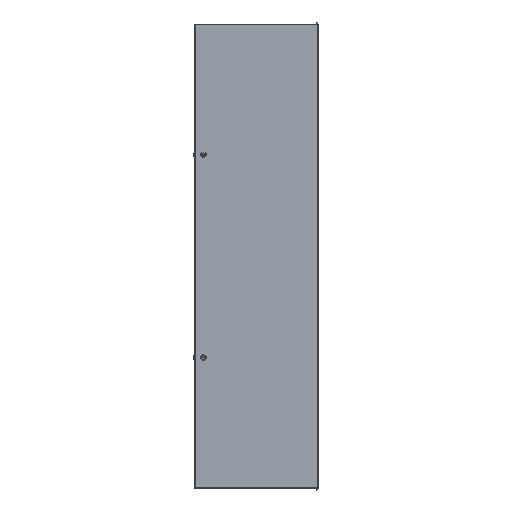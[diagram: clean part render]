
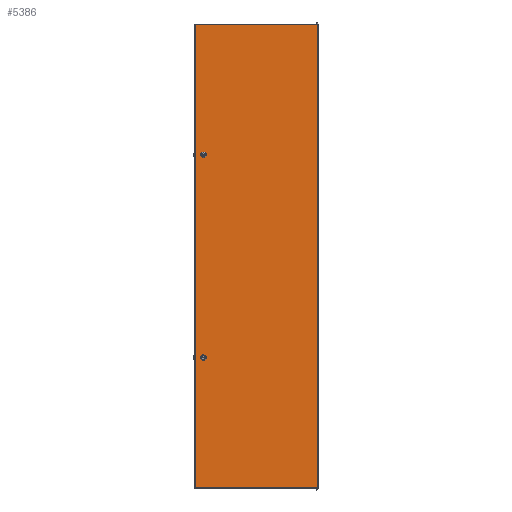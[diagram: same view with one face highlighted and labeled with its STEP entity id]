
A CAD part, top view. The second image highlights one B-rep face of the part: STEP entity #5386.
In plain terms, the highlighted planar face has unit normal (0, 0, 1).
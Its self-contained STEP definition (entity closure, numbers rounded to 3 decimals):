
#229 = CARTESIAN_POINT ( 'NONE',  ( 248.593, 948.944, 9.598 ) ) ;
#276 = EDGE_CURVE ( 'NONE', #1540, #1122, #1063, .T. ) ;
#290 = AXIS2_PLACEMENT_3D ( 'NONE', #2307, #2421, #1105 ) ;
#399 = ORIENTED_EDGE ( 'NONE', *, *, #4711, .T. ) ;
#650 = CARTESIAN_POINT ( 'NONE',  ( -212.407, -411.933, 9.598 ) ) ;
#773 = LINE ( 'NONE', #3317, #816 ) ;
#816 = VECTOR ( 'NONE', #3224, 1000. ) ;
#895 = DIRECTION ( 'NONE',  ( 0., -1., 0. ) ) ;
#964 = CARTESIAN_POINT ( 'NONE',  ( -212.407, 420.067, 9.598 ) ) ;
#1005 = DIRECTION ( 'NONE',  ( 0., -1., 0. ) ) ;
#1006 = EDGE_CURVE ( 'NONE', #1938, #1124, #4596, .T. ) ;
#1010 = ORIENTED_EDGE ( 'NONE', *, *, #276, .F. ) ;
#1063 = CIRCLE ( 'NONE', #5503, 9.5 ) ;
#1096 = AXIS2_PLACEMENT_3D ( 'NONE', #4188, #6096, #4264 ) ;
#1105 = DIRECTION ( 'NONE',  ( 1., 0., 0. ) ) ;
#1122 = VERTEX_POINT ( 'NONE', #3926 ) ;
#1124 = VERTEX_POINT ( 'NONE', #3081 ) ;
#1135 = VERTEX_POINT ( 'NONE', #2477 ) ;
#1148 = ORIENTED_EDGE ( 'NONE', *, *, #7743, .T. ) ;
#1348 = ORIENTED_EDGE ( 'NONE', *, *, #3070, .T. ) ;
#1540 = VERTEX_POINT ( 'NONE', #7314 ) ;
#1780 = VERTEX_POINT ( 'NONE', #3370 ) ;
#1791 = EDGE_CURVE ( 'NONE', #5457, #7643, #6306, .T. ) ;
#1938 = VERTEX_POINT ( 'NONE', #650 ) ;
#1969 = ORIENTED_EDGE ( 'NONE', *, *, #1791, .T. ) ;
#1983 = EDGE_CURVE ( 'NONE', #7643, #7600, #4598, .T. ) ;
#2011 = DIRECTION ( 'NONE',  ( 0., 1., 0. ) ) ;
#2047 = CARTESIAN_POINT ( 'NONE',  ( -228.407, 420.067, 9.598 ) ) ;
#2089 = LINE ( 'NONE', #5670, #3644 ) ;
#2194 = DIRECTION ( 'NONE',  ( 0., 0., -1. ) ) ;
#2307 = CARTESIAN_POINT ( 'NONE',  ( -220.407, 414.944, 9.598 ) ) ;
#2420 = EDGE_CURVE ( 'NONE', #4568, #1780, #7685, .T. ) ;
#2421 = DIRECTION ( 'NONE',  ( 0., 0., 1. ) ) ;
#2477 = CARTESIAN_POINT ( 'NONE',  ( -228.407, -422.18, 9.598 ) ) ;
#2610 = VECTOR ( 'NONE', #6387, 1000. ) ;
#2638 = EDGE_CURVE ( 'NONE', #1780, #1540, #7420, .T. ) ;
#2728 = CARTESIAN_POINT ( 'NONE',  ( -253.407, 948.944, 9.598 ) ) ;
#2768 = EDGE_LOOP ( 'NONE', ( #4304, #5455, #1010, #7719 ) ) ;
#2770 = CARTESIAN_POINT ( 'NONE',  ( -220.407, -417.056, 9.598 ) ) ;
#2915 = EDGE_LOOP ( 'NONE', ( #7565, #1348, #3044, #6063 ) ) ;
#2984 = AXIS2_PLACEMENT_3D ( 'NONE', #5856, #2194, #5182 ) ;
#3044 = ORIENTED_EDGE ( 'NONE', *, *, #4948, .T. ) ;
#3070 = EDGE_CURVE ( 'NONE', #1124, #1135, #4764, .T. ) ;
#3081 = CARTESIAN_POINT ( 'NONE',  ( -212.407, -422.18, 9.598 ) ) ;
#3224 = DIRECTION ( 'NONE',  ( 1., 0., 0. ) ) ;
#3227 = CARTESIAN_POINT ( 'NONE',  ( 248.593, -951.056, 9.598 ) ) ;
#3316 = CARTESIAN_POINT ( 'NONE',  ( -220.407, 414.944, 9.598 ) ) ;
#3317 = CARTESIAN_POINT ( 'NONE',  ( -254.195, -951.056, 9.598 ) ) ;
#3370 = CARTESIAN_POINT ( 'NONE',  ( -228.407, 420.067, 9.598 ) ) ;
#3404 = CARTESIAN_POINT ( 'NONE',  ( -228.407, -411.933, 9.598 ) ) ;
#3442 = EDGE_CURVE ( 'NONE', #6669, #1938, #7193, .T. ) ;
#3546 = VECTOR ( 'NONE', #5740, 1000. ) ;
#3586 = EDGE_CURVE ( 'NONE', #1122, #4568, #2089, .T. ) ;
#3644 = VECTOR ( 'NONE', #2011, 1000. ) ;
#3691 = FACE_BOUND ( 'NONE', #2768, .T. ) ;
#3926 = CARTESIAN_POINT ( 'NONE',  ( -212.407, 409.82, 9.598 ) ) ;
#4081 = CARTESIAN_POINT ( 'NONE',  ( 248.593, -951.844, 9.598 ) ) ;
#4137 = CARTESIAN_POINT ( 'NONE',  ( -228.407, -422.18, 9.598 ) ) ;
#4160 = PLANE ( 'NONE',  #1096 ) ;
#4188 = CARTESIAN_POINT ( 'NONE',  ( -2.407, -1.056, 9.598 ) ) ;
#4204 = DIRECTION ( 'NONE',  ( 0., 1., 0. ) ) ;
#4264 = DIRECTION ( 'NONE',  ( 1., 0., 0. ) ) ;
#4304 = ORIENTED_EDGE ( 'NONE', *, *, #2420, .F. ) ;
#4437 = DIRECTION ( 'NONE',  ( 0., -1., 0. ) ) ;
#4494 = DIRECTION ( 'NONE',  ( 1., 0., 0. ) ) ;
#4518 = AXIS2_PLACEMENT_3D ( 'NONE', #2770, #5124, #4494 ) ;
#4568 = VERTEX_POINT ( 'NONE', #964 ) ;
#4596 = LINE ( 'NONE', #7044, #5019 ) ;
#4598 = LINE ( 'NONE', #7047, #7823 ) ;
#4711 = EDGE_CURVE ( 'NONE', #7600, #7419, #773, .T. ) ;
#4754 = VECTOR ( 'NONE', #4437, 1000. ) ;
#4764 = CIRCLE ( 'NONE', #2984, 9.5 ) ;
#4767 = LINE ( 'NONE', #4137, #4780 ) ;
#4780 = VECTOR ( 'NONE', #4204, 1000. ) ;
#4821 = FACE_BOUND ( 'NONE', #2915, .T. ) ;
#4948 = EDGE_CURVE ( 'NONE', #1135, #6669, #4767, .T. ) ;
#5019 = VECTOR ( 'NONE', #895, 1000. ) ;
#5061 = ORIENTED_EDGE ( 'NONE', *, *, #1983, .T. ) ;
#5124 = DIRECTION ( 'NONE',  ( 0., 0., -1. ) ) ;
#5182 = DIRECTION ( 'NONE',  ( 1., 0., 0. ) ) ;
#5185 = CARTESIAN_POINT ( 'NONE',  ( 249.38, 948.944, 9.598 ) ) ;
#5205 = EDGE_LOOP ( 'NONE', ( #5061, #399, #1148, #1969 ) ) ;
#5338 = FACE_OUTER_BOUND ( 'NONE', #5205, .T. ) ;
#5386 = ADVANCED_FACE ( 'NONE', ( #3691, #5338, #4821 ), #4160, .T. ) ;
#5455 = ORIENTED_EDGE ( 'NONE', *, *, #3586, .F. ) ;
#5457 = VERTEX_POINT ( 'NONE', #229 ) ;
#5503 = AXIS2_PLACEMENT_3D ( 'NONE', #3316, #5683, #7489 ) ;
#5609 = LINE ( 'NONE', #4081, #2610 ) ;
#5670 = CARTESIAN_POINT ( 'NONE',  ( -212.407, 420.067, 9.598 ) ) ;
#5683 = DIRECTION ( 'NONE',  ( 0., 0., 1. ) ) ;
#5740 = DIRECTION ( 'NONE',  ( -1., 0., 0. ) ) ;
#5856 = CARTESIAN_POINT ( 'NONE',  ( -220.407, -417.056, 9.598 ) ) ;
#6063 = ORIENTED_EDGE ( 'NONE', *, *, #3442, .T. ) ;
#6096 = DIRECTION ( 'NONE',  ( 0., 0., 1. ) ) ;
#6306 = LINE ( 'NONE', #5185, #3546 ) ;
#6387 = DIRECTION ( 'NONE',  ( 0., 1., 0. ) ) ;
#6669 = VERTEX_POINT ( 'NONE', #3404 ) ;
#7044 = CARTESIAN_POINT ( 'NONE',  ( -212.407, -422.18, 9.598 ) ) ;
#7047 = CARTESIAN_POINT ( 'NONE',  ( -253.407, 949.732, 9.598 ) ) ;
#7193 = CIRCLE ( 'NONE', #4518, 9.5 ) ;
#7314 = CARTESIAN_POINT ( 'NONE',  ( -228.407, 409.82, 9.598 ) ) ;
#7419 = VERTEX_POINT ( 'NONE', #3227 ) ;
#7420 = LINE ( 'NONE', #2047, #4754 ) ;
#7489 = DIRECTION ( 'NONE',  ( 1., 0., 0. ) ) ;
#7565 = ORIENTED_EDGE ( 'NONE', *, *, #1006, .T. ) ;
#7587 = CARTESIAN_POINT ( 'NONE',  ( -253.407, -951.056, 9.598 ) ) ;
#7600 = VERTEX_POINT ( 'NONE', #7587 ) ;
#7643 = VERTEX_POINT ( 'NONE', #2728 ) ;
#7685 = CIRCLE ( 'NONE', #290, 9.5 ) ;
#7719 = ORIENTED_EDGE ( 'NONE', *, *, #2638, .F. ) ;
#7743 = EDGE_CURVE ( 'NONE', #7419, #5457, #5609, .T. ) ;
#7823 = VECTOR ( 'NONE', #1005, 1000. ) ;
